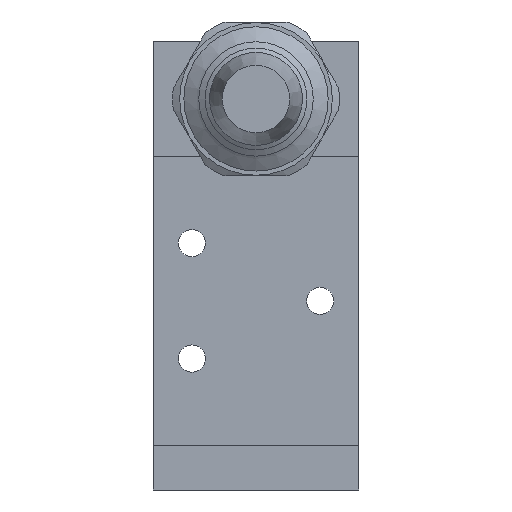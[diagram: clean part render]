
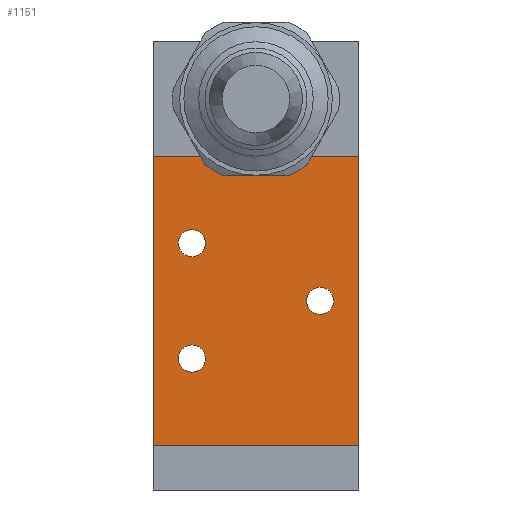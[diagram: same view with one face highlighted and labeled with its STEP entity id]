
A CAD part, front view. The second image highlights one B-rep face of the part: STEP entity #1151.
In plain terms, the highlighted planar face has unit normal (0, -1, 0).
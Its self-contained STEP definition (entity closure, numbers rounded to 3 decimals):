
#671=CARTESIAN_POINT('',(-7.875,-9.,-9.0));
#672=VERTEX_POINT('',#671);
#673=CARTESIAN_POINT('',(-10.,-9.,-9.0));
#674=DIRECTION('',(0.0,1.0,0.0));
#675=DIRECTION('',(-1.0,0.0,0.0));
#676=AXIS2_PLACEMENT_3D('',#673,#674,#675);
#677=CIRCLE('',#676,2.125);
#678=EDGE_CURVE('',#672,#672,#677,.T.);
#699=CARTESIAN_POINT('',(-7.875,-9.,9.0));
#700=VERTEX_POINT('',#699);
#701=CARTESIAN_POINT('',(-10.,-9.,9.0));
#702=DIRECTION('',(0.0,1.0,0.0));
#703=DIRECTION('',(-1.0,0.0,0.0));
#704=AXIS2_PLACEMENT_3D('',#701,#702,#703);
#705=CIRCLE('',#704,2.125);
#706=EDGE_CURVE('',#700,#700,#705,.T.);
#727=CARTESIAN_POINT('',(12.125,-9.,0.));
#728=VERTEX_POINT('',#727);
#729=CARTESIAN_POINT('',(10.,-9.,0.0));
#730=DIRECTION('',(0.0,1.0,0.0));
#731=DIRECTION('',(-1.0,0.0,0.0));
#732=AXIS2_PLACEMENT_3D('',#729,#730,#731);
#733=CIRCLE('',#732,2.125);
#734=EDGE_CURVE('',#728,#728,#733,.T.);
#1043=CARTESIAN_POINT('',(-16.,-9.0,-22.5));
#1044=VERTEX_POINT('',#1043);
#1059=CARTESIAN_POINT('',(16.0,-9.,-22.5));
#1060=VERTEX_POINT('',#1059);
#1067=CARTESIAN_POINT('',(-16.,-9.0,-22.5));
#1068=DIRECTION('',(1.0,0.0,0.0));
#1069=VECTOR('',#1068,32.0);
#1070=LINE('',#1067,#1069);
#1071=EDGE_CURVE('',#1044,#1060,#1070,.T.);
#1089=CARTESIAN_POINT('',(16.0,-9.,22.5));
#1090=VERTEX_POINT('',#1089);
#1097=CARTESIAN_POINT('',(16.0,-9.,22.5));
#1098=DIRECTION('',(0.0,0.0,-1.0));
#1099=VECTOR('',#1098,45.0);
#1100=LINE('',#1097,#1099);
#1101=EDGE_CURVE('',#1090,#1060,#1100,.T.);
#1119=CARTESIAN_POINT('',(16.0,-9.,0.0));
#1120=DIRECTION('',(0.0,-1.0,0.0));
#1121=DIRECTION('',(0.0,0.0,-1.0));
#1122=AXIS2_PLACEMENT_3D('',#1119,#1120,#1121);
#1123=PLANE('',#1122);
#1124=CARTESIAN_POINT('',(-16.,-9.0,22.5));
#1125=VERTEX_POINT('',#1124);
#1126=CARTESIAN_POINT('',(16.0,-9.,22.5));
#1127=DIRECTION('',(-1.0,0.0,0.0));
#1128=VECTOR('',#1127,32.0);
#1129=LINE('',#1126,#1128);
#1130=EDGE_CURVE('',#1090,#1125,#1129,.T.);
#1131=ORIENTED_EDGE('',*,*,#1130,.T.);
#1132=CARTESIAN_POINT('',(-16.,-9.0,22.5));
#1133=DIRECTION('',(0.0,0.0,-1.0));
#1134=VECTOR('',#1133,45.0);
#1135=LINE('',#1132,#1134);
#1136=EDGE_CURVE('',#1125,#1044,#1135,.T.);
#1137=ORIENTED_EDGE('',*,*,#1136,.T.);
#1138=ORIENTED_EDGE('',*,*,#1071,.T.);
#1139=ORIENTED_EDGE('',*,*,#1101,.F.);
#1140=EDGE_LOOP('',(#1131,#1137,#1138,#1139));
#1141=FACE_OUTER_BOUND('',#1140,.T.);
#1142=ORIENTED_EDGE('',*,*,#678,.T.);
#1143=EDGE_LOOP('',(#1142));
#1144=FACE_BOUND('',#1143,.T.);
#1145=ORIENTED_EDGE('',*,*,#706,.T.);
#1146=EDGE_LOOP('',(#1145));
#1147=FACE_BOUND('',#1146,.T.);
#1148=ORIENTED_EDGE('',*,*,#734,.T.);
#1149=EDGE_LOOP('',(#1148));
#1150=FACE_BOUND('',#1149,.T.);
#1151=ADVANCED_FACE('',(#1141,#1144,#1147,#1150),#1123,.T.);
